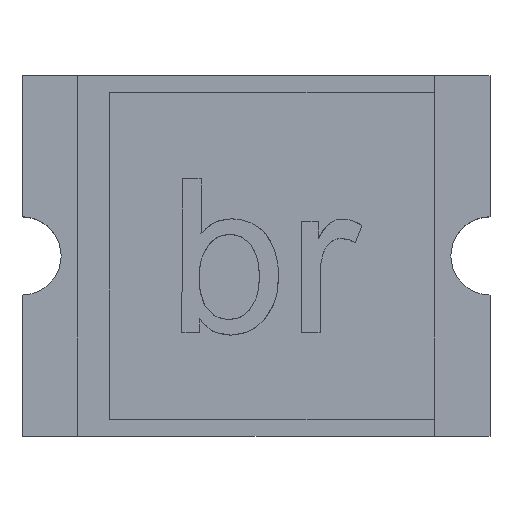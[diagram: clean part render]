
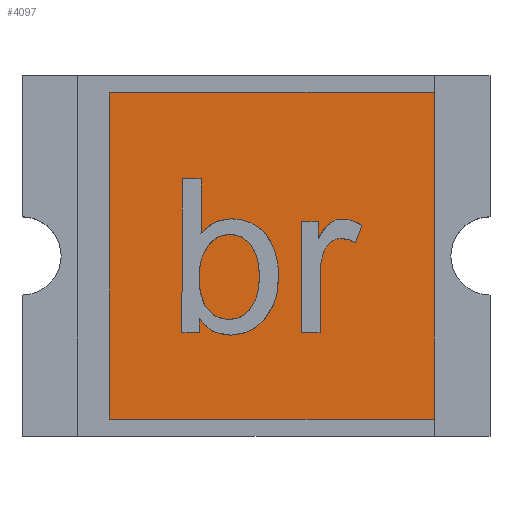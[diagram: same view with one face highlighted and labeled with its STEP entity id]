
A CAD part, top view. The second image highlights one B-rep face of the part: STEP entity #4097.
In plain terms, the highlighted planar face has unit normal (0, 0, 1).
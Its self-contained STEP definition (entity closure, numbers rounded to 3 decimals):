
#235=PLANE('',#4457);
#504=LINE('',#6893,#956);
#508=LINE('',#6902,#960);
#511=LINE('',#6908,#963);
#514=LINE('',#6914,#966);
#956=VECTOR('',#4930,1000.);
#960=VECTOR('',#4936,1000.);
#963=VECTOR('',#4941,1000.);
#966=VECTOR('',#4946,1000.);
#1784=ORIENTED_EDGE('',*,*,#2683,.F.);
#1785=ORIENTED_EDGE('',*,*,#2680,.F.);
#1786=ORIENTED_EDGE('',*,*,#2676,.F.);
#1787=ORIENTED_EDGE('',*,*,#2686,.F.);
#2676=EDGE_CURVE('',#3176,#3177,#504,.T.);
#2680=EDGE_CURVE('',#3177,#3180,#508,.T.);
#2683=EDGE_CURVE('',#3180,#3182,#511,.T.);
#2686=EDGE_CURVE('',#3182,#3176,#514,.T.);
#3176=VERTEX_POINT('',#6894);
#3177=VERTEX_POINT('',#6895);
#3180=VERTEX_POINT('',#6903);
#3182=VERTEX_POINT('',#6909);
#3595=EDGE_LOOP('',(#1784,#1785,#1786,#1787));
#3825=FACE_BOUND('',#3595,.T.);
#4097=ADVANCED_FACE('',(#3825),#235,.T.);
#4457=AXIS2_PLACEMENT_3D('',#6917,#4950,#4951);
#4930=DIRECTION('',(-1.,0.,0.));
#4936=DIRECTION('',(0.,1.,0.));
#4941=DIRECTION('',(1.,0.,0.));
#4946=DIRECTION('',(0.,-1.,0.));
#4950=DIRECTION('',(0.,0.,1.));
#4951=DIRECTION('',(1.,0.,0.));
#6893=CARTESIAN_POINT('',(-0.466,-1.17,0.383));
#6894=CARTESIAN_POINT('',(1.275,-1.17,0.383));
#6895=CARTESIAN_POINT('',(-1.046,-1.17,0.383));
#6902=CARTESIAN_POINT('',(-1.046,0.585,0.383));
#6903=CARTESIAN_POINT('',(-1.046,1.17,0.383));
#6908=CARTESIAN_POINT('',(0.695,1.17,0.383));
#6909=CARTESIAN_POINT('',(1.275,1.17,0.383));
#6914=CARTESIAN_POINT('',(1.275,-0.585,0.383));
#6917=CARTESIAN_POINT('',(0.114,0.,0.383));
